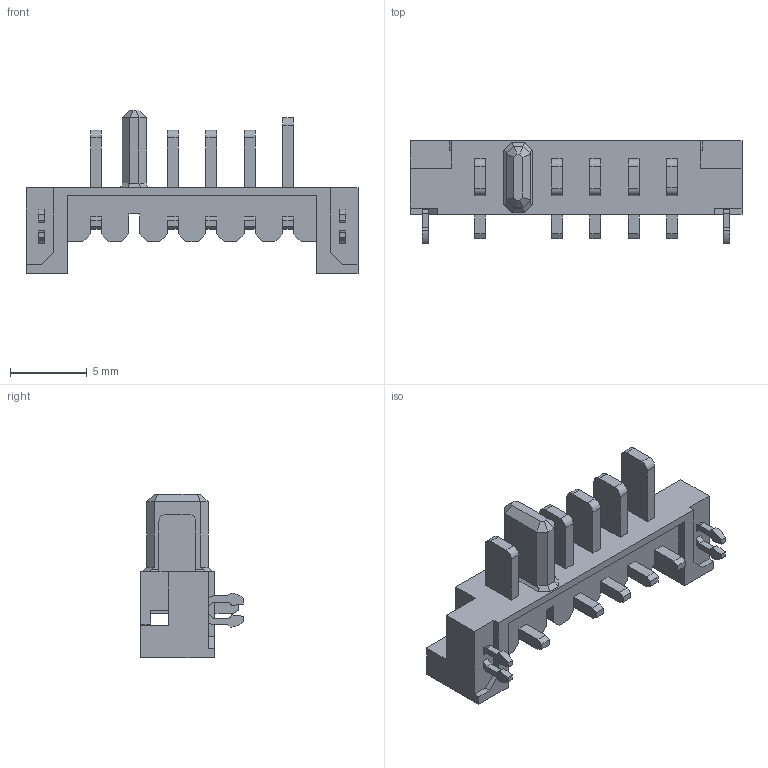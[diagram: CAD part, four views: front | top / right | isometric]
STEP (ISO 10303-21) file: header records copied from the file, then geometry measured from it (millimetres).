
FILE_DESCRIPTION((''),'2;1');
FILE_NAME('C-9-1612503-1','2013-01-22T',('workeradm'),('Tyco Electronics Ltd.'),'PRO/ENGINEER BY PARAMETRIC TECHNOLOGY CORPORATION, 2010430','PRO/ENGINEER BY PARAMETRIC TECHNOLOGY CORPORATION, 2010430','');
FILE_SCHEMA(('AUTOMOTIVE_DESIGN { 1 0 10303 214 1 1 1 1 }'));
Length unit declared in the file: millimetre
Products named in the file (1): C-9-1612503-1
Bounding box: 21.6 x 6.7 x 10.65 mm (x, y, z)
Volume: 363.8 mm3; surface area: 704 mm2
Topology: 1 solids, 1 shells, 272 faces, 746 edges, 482 vertices
Faces by surface type: plane 248, cylinder 24
Entity records: 8751 total; most frequent: CARTESIAN_POINT 1502, ORIENTED_EDGE 1492, DIRECTION 1338, EDGE_CURVE 746, VECTOR 698, LINE 698, VERTEX_POINT 482, AXIS2_PLACEMENT_3D 320
